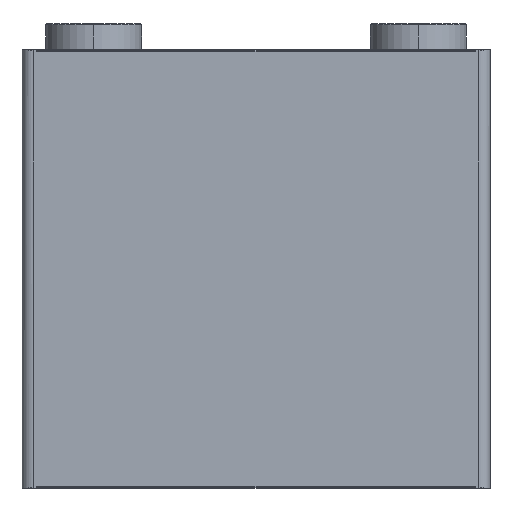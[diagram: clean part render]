
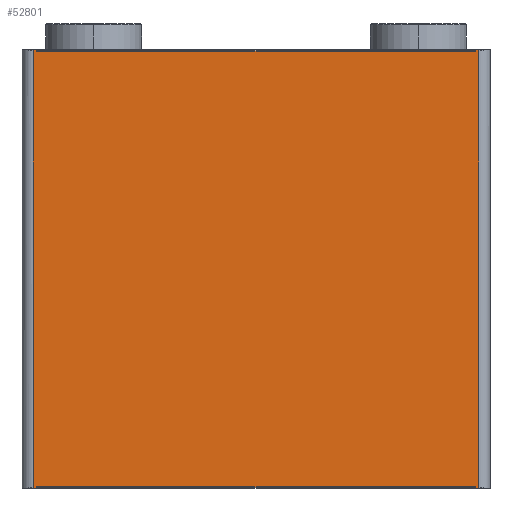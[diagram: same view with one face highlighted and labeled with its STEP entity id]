
A CAD part, front view. The second image highlights one B-rep face of the part: STEP entity #52801.
In plain terms, the highlighted planar face has unit normal (0, -1, 0).
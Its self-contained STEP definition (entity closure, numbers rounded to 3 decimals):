
#52401=CARTESIAN_POINT('Vertex',(-297.302,-30.8,-259.404)) ;
#52404=CARTESIAN_POINT('Line Origine',(-299.602,-30.8,-259.404)) ;
#52408=CARTESIAN_POINT('Vertex',(-301.902,-30.8,-259.404)) ;
#52643=CARTESIAN_POINT('Axis2P3D Location',(334.998,-30.8,-344.989)) ;
#52648=CARTESIAN_POINT('Line Origine',(299.598,-30.8,334.326)) ;
#52652=CARTESIAN_POINT('Vertex',(297.298,-30.8,334.326)) ;
#52654=CARTESIAN_POINT('Vertex',(301.898,-30.8,334.326)) ;
#52657=CARTESIAN_POINT('Line Origine',(297.298,-30.8,333.226)) ;
#52661=CARTESIAN_POINT('Vertex',(297.298,-30.8,332.126)) ;
#52664=CARTESIAN_POINT('Line Origine',(297.098,-30.8,332.126)) ;
#52668=CARTESIAN_POINT('Vertex',(296.898,-30.8,332.126)) ;
#52671=CARTESIAN_POINT('Line Origine',(296.898,-30.8,332.326)) ;
#52675=CARTESIAN_POINT('Vertex',(296.898,-30.8,332.526)) ;
#52678=CARTESIAN_POINT('Line Origine',(-0.002,-30.8,332.526)) ;
#52682=CARTESIAN_POINT('Vertex',(-296.902,-30.8,332.526)) ;
#52685=CARTESIAN_POINT('Line Origine',(-296.902,-30.8,332.326)) ;
#52689=CARTESIAN_POINT('Vertex',(-296.902,-30.8,332.126)) ;
#52692=CARTESIAN_POINT('Line Origine',(-297.102,-30.8,332.126)) ;
#52696=CARTESIAN_POINT('Vertex',(-297.302,-30.8,332.126)) ;
#52699=CARTESIAN_POINT('Line Origine',(-297.302,-30.8,333.226)) ;
#52703=CARTESIAN_POINT('Vertex',(-297.302,-30.8,334.326)) ;
#52706=CARTESIAN_POINT('Line Origine',(-299.602,-30.8,334.326)) ;
#52710=CARTESIAN_POINT('Vertex',(-301.902,-30.8,334.326)) ;
#52713=CARTESIAN_POINT('Line Origine',(-301.902,-30.8,37.461)) ;
#52718=CARTESIAN_POINT('Line Origine',(-297.302,-30.8,-258.304)) ;
#52722=CARTESIAN_POINT('Vertex',(-297.302,-30.8,-257.204)) ;
#52725=CARTESIAN_POINT('Line Origine',(-297.102,-30.8,-257.204)) ;
#52729=CARTESIAN_POINT('Vertex',(-296.902,-30.8,-257.204)) ;
#52732=CARTESIAN_POINT('Line Origine',(-296.902,-30.8,-257.404)) ;
#52736=CARTESIAN_POINT('Vertex',(-296.902,-30.8,-257.604)) ;
#52739=CARTESIAN_POINT('Line Origine',(-0.002,-30.8,-257.604)) ;
#52743=CARTESIAN_POINT('Vertex',(296.898,-30.8,-257.604)) ;
#52746=CARTESIAN_POINT('Line Origine',(296.898,-30.8,-257.404)) ;
#52750=CARTESIAN_POINT('Vertex',(296.898,-30.8,-257.204)) ;
#52753=CARTESIAN_POINT('Line Origine',(297.098,-30.8,-257.204)) ;
#52757=CARTESIAN_POINT('Vertex',(297.298,-30.8,-257.204)) ;
#52760=CARTESIAN_POINT('Line Origine',(297.298,-30.8,-258.304)) ;
#52764=CARTESIAN_POINT('Vertex',(297.298,-30.8,-259.404)) ;
#52767=CARTESIAN_POINT('Line Origine',(299.598,-30.8,-259.404)) ;
#52771=CARTESIAN_POINT('Vertex',(301.898,-30.8,-259.404)) ;
#52774=CARTESIAN_POINT('Line Origine',(301.898,-30.8,37.461)) ;
#52406=VECTOR('Line Direction',#52405,1.) ;
#52650=VECTOR('Line Direction',#52649,1.) ;
#52659=VECTOR('Line Direction',#52658,1.) ;
#52666=VECTOR('Line Direction',#52665,1.) ;
#52673=VECTOR('Line Direction',#52672,1.) ;
#52680=VECTOR('Line Direction',#52679,1.) ;
#52687=VECTOR('Line Direction',#52686,1.) ;
#52694=VECTOR('Line Direction',#52693,1.) ;
#52701=VECTOR('Line Direction',#52700,1.) ;
#52708=VECTOR('Line Direction',#52707,1.) ;
#52715=VECTOR('Line Direction',#52714,1.) ;
#52720=VECTOR('Line Direction',#52719,1.) ;
#52727=VECTOR('Line Direction',#52726,1.) ;
#52734=VECTOR('Line Direction',#52733,1.) ;
#52741=VECTOR('Line Direction',#52740,1.) ;
#52748=VECTOR('Line Direction',#52747,1.) ;
#52755=VECTOR('Line Direction',#52754,1.) ;
#52762=VECTOR('Line Direction',#52761,1.) ;
#52769=VECTOR('Line Direction',#52768,1.) ;
#52776=VECTOR('Line Direction',#52775,1.) ;
#52405=DIRECTION('Vector Direction',(1.,0.,0.)) ;
#52644=DIRECTION('Axis2P3D Direction',(0.,-1.,0.)) ;
#52645=DIRECTION('Axis2P3D XDirection',(-1.,0.,0.)) ;
#52649=DIRECTION('Vector Direction',(1.,0.,0.)) ;
#52658=DIRECTION('Vector Direction',(0.,0.,-1.)) ;
#52665=DIRECTION('Vector Direction',(-1.,0.,0.)) ;
#52672=DIRECTION('Vector Direction',(0.,0.,1.)) ;
#52679=DIRECTION('Vector Direction',(-1.,0.,0.)) ;
#52686=DIRECTION('Vector Direction',(0.,0.,-1.)) ;
#52693=DIRECTION('Vector Direction',(-1.,0.,0.)) ;
#52700=DIRECTION('Vector Direction',(0.,0.,1.)) ;
#52707=DIRECTION('Vector Direction',(1.,0.,0.)) ;
#52714=DIRECTION('Vector Direction',(0.,0.,1.)) ;
#52719=DIRECTION('Vector Direction',(0.,0.,1.)) ;
#52726=DIRECTION('Vector Direction',(1.,0.,0.)) ;
#52733=DIRECTION('Vector Direction',(0.,0.,-1.)) ;
#52740=DIRECTION('Vector Direction',(1.,0.,0.)) ;
#52747=DIRECTION('Vector Direction',(0.,0.,1.)) ;
#52754=DIRECTION('Vector Direction',(1.,0.,0.)) ;
#52761=DIRECTION('Vector Direction',(0.,0.,-1.)) ;
#52768=DIRECTION('Vector Direction',(1.,0.,0.)) ;
#52775=DIRECTION('Vector Direction',(0.,0.,1.)) ;
#52646=AXIS2_PLACEMENT_3D('Plane Axis2P3D',#52643,#52644,#52645) ;
#52407=LINE('Line',#52404,#52406) ;
#52651=LINE('Line',#52648,#52650) ;
#52660=LINE('Line',#52657,#52659) ;
#52667=LINE('Line',#52664,#52666) ;
#52674=LINE('Line',#52671,#52673) ;
#52681=LINE('Line',#52678,#52680) ;
#52688=LINE('Line',#52685,#52687) ;
#52695=LINE('Line',#52692,#52694) ;
#52702=LINE('Line',#52699,#52701) ;
#52709=LINE('Line',#52706,#52708) ;
#52716=LINE('Line',#52713,#52715) ;
#52721=LINE('Line',#52718,#52720) ;
#52728=LINE('Line',#52725,#52727) ;
#52735=LINE('Line',#52732,#52734) ;
#52742=LINE('Line',#52739,#52741) ;
#52749=LINE('Line',#52746,#52748) ;
#52756=LINE('Line',#52753,#52755) ;
#52763=LINE('Line',#52760,#52762) ;
#52770=LINE('Line',#52767,#52769) ;
#52777=LINE('Line',#52774,#52776) ;
#52647=PLANE('',#52646) ;
#52410=EDGE_CURVE('',#52409,#52402,#52407,.T.) ;
#52656=EDGE_CURVE('',#52653,#52655,#52651,.T.) ;
#52663=EDGE_CURVE('',#52653,#52662,#52660,.T.) ;
#52670=EDGE_CURVE('',#52662,#52669,#52667,.T.) ;
#52677=EDGE_CURVE('',#52669,#52676,#52674,.T.) ;
#52684=EDGE_CURVE('',#52676,#52683,#52681,.T.) ;
#52691=EDGE_CURVE('',#52683,#52690,#52688,.T.) ;
#52698=EDGE_CURVE('',#52690,#52697,#52695,.T.) ;
#52705=EDGE_CURVE('',#52697,#52704,#52702,.T.) ;
#52712=EDGE_CURVE('',#52711,#52704,#52709,.T.) ;
#52717=EDGE_CURVE('',#52409,#52711,#52716,.T.) ;
#52724=EDGE_CURVE('',#52402,#52723,#52721,.T.) ;
#52731=EDGE_CURVE('',#52723,#52730,#52728,.T.) ;
#52738=EDGE_CURVE('',#52730,#52737,#52735,.T.) ;
#52745=EDGE_CURVE('',#52737,#52744,#52742,.T.) ;
#52752=EDGE_CURVE('',#52744,#52751,#52749,.T.) ;
#52759=EDGE_CURVE('',#52751,#52758,#52756,.T.) ;
#52766=EDGE_CURVE('',#52758,#52765,#52763,.T.) ;
#52773=EDGE_CURVE('',#52765,#52772,#52770,.T.) ;
#52778=EDGE_CURVE('',#52772,#52655,#52777,.T.) ;
#52780=ORIENTED_EDGE('',*,*,#52656,.F.) ;
#52781=ORIENTED_EDGE('',*,*,#52663,.T.) ;
#52782=ORIENTED_EDGE('',*,*,#52670,.T.) ;
#52783=ORIENTED_EDGE('',*,*,#52677,.T.) ;
#52784=ORIENTED_EDGE('',*,*,#52684,.T.) ;
#52785=ORIENTED_EDGE('',*,*,#52691,.T.) ;
#52786=ORIENTED_EDGE('',*,*,#52698,.T.) ;
#52787=ORIENTED_EDGE('',*,*,#52705,.T.) ;
#52788=ORIENTED_EDGE('',*,*,#52712,.F.) ;
#52789=ORIENTED_EDGE('',*,*,#52717,.F.) ;
#52790=ORIENTED_EDGE('',*,*,#52410,.T.) ;
#52791=ORIENTED_EDGE('',*,*,#52724,.T.) ;
#52792=ORIENTED_EDGE('',*,*,#52731,.T.) ;
#52793=ORIENTED_EDGE('',*,*,#52738,.T.) ;
#52794=ORIENTED_EDGE('',*,*,#52745,.T.) ;
#52795=ORIENTED_EDGE('',*,*,#52752,.T.) ;
#52796=ORIENTED_EDGE('',*,*,#52759,.T.) ;
#52797=ORIENTED_EDGE('',*,*,#52766,.T.) ;
#52798=ORIENTED_EDGE('',*,*,#52773,.T.) ;
#52799=ORIENTED_EDGE('',*,*,#52778,.T.) ;
#52779=EDGE_LOOP('',(#52780,#52781,#52782,#52783,#52784,#52785,#52786,#52787,#52788,#52789,#52790,#52791,#52792,#52793,#52794,#52795,#52796,#52797,#52798,#52799)) ;
#52402=VERTEX_POINT('',#52401) ;
#52409=VERTEX_POINT('',#52408) ;
#52653=VERTEX_POINT('',#52652) ;
#52655=VERTEX_POINT('',#52654) ;
#52662=VERTEX_POINT('',#52661) ;
#52669=VERTEX_POINT('',#52668) ;
#52676=VERTEX_POINT('',#52675) ;
#52683=VERTEX_POINT('',#52682) ;
#52690=VERTEX_POINT('',#52689) ;
#52697=VERTEX_POINT('',#52696) ;
#52704=VERTEX_POINT('',#52703) ;
#52711=VERTEX_POINT('',#52710) ;
#52723=VERTEX_POINT('',#52722) ;
#52730=VERTEX_POINT('',#52729) ;
#52737=VERTEX_POINT('',#52736) ;
#52744=VERTEX_POINT('',#52743) ;
#52751=VERTEX_POINT('',#52750) ;
#52758=VERTEX_POINT('',#52757) ;
#52765=VERTEX_POINT('',#52764) ;
#52772=VERTEX_POINT('',#52771) ;
#52801=ADVANCED_FACE('PartBody',(#52800),#52647,.T.) ;
#52800=FACE_OUTER_BOUND('',#52779,.T.) ;
